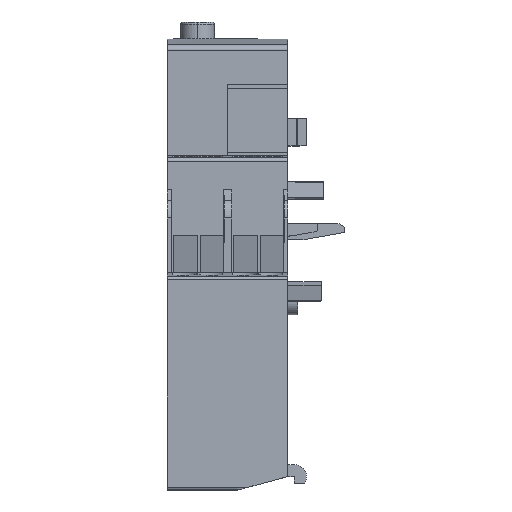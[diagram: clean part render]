
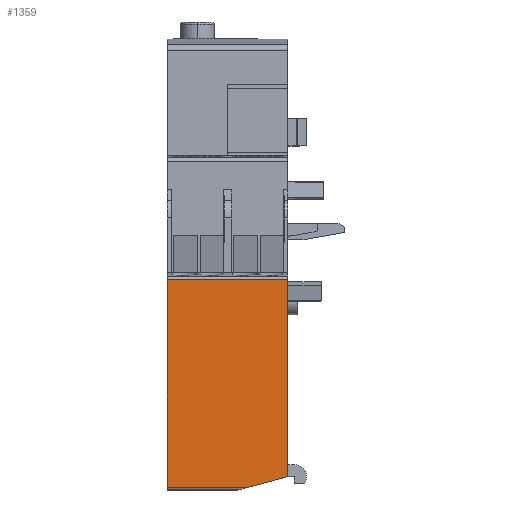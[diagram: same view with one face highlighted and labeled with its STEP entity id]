
A CAD part, front view. The second image highlights one B-rep face of the part: STEP entity #1359.
In plain terms, the highlighted planar face has unit normal (0, -1, 0).
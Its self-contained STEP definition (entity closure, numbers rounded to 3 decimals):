
#1359=ADVANCED_FACE('',(#2921),#2922,.T.);
#2921=FACE_OUTER_BOUND('',#4645,.T.);
#2922=PLANE('',#4646);
#4645=EDGE_LOOP('',(#9078,#9079,#9080,#9081,#9082));
#4646=AXIS2_PLACEMENT_3D('',#9083,#9084,#9085);
#9078=ORIENTED_EDGE('',*,*,#10699,.T.);
#9079=ORIENTED_EDGE('',*,*,#9612,.T.);
#9080=ORIENTED_EDGE('',*,*,#10785,.F.);
#9081=ORIENTED_EDGE('',*,*,#10786,.T.);
#9082=ORIENTED_EDGE('',*,*,#10782,.T.);
#9083=CARTESIAN_POINT('',(0.0,0.0,15.937));
#9084=DIRECTION('',(0.0,-1.0,0.0));
#9085=DIRECTION('',(0.0,0.0,-1.0));
#9612=EDGE_CURVE('',#10938,#10936,#10939,.T.);
#10699=EDGE_CURVE('',#12511,#10938,#12512,.T.);
#10782=EDGE_CURVE('',#12621,#12511,#12622,.T.);
#10785=EDGE_CURVE('',#12625,#10936,#12626,.T.);
#10786=EDGE_CURVE('',#12625,#12621,#12627,.T.);
#10936=VERTEX_POINT('',#12837);
#10938=VERTEX_POINT('',#12839);
#10939=LINE('',#12840,#12841);
#12511=VERTEX_POINT('',#15620);
#12512=LINE('',#15621,#15622);
#12621=VERTEX_POINT('',#15778);
#12622=LINE('',#15779,#15780);
#12625=VERTEX_POINT('',#15783);
#12626=LINE('',#15784,#15785);
#12627=LINE('',#15786,#15787);
#12837=CARTESIAN_POINT('',(18.0,0.,31.473));
#12839=CARTESIAN_POINT('',(18.0,0.0,2.0));
#12840=CARTESIAN_POINT('',(18.0,0.0,31.473));
#12841=VECTOR('',#15975,1.0);
#15620=CARTESIAN_POINT('',(12.029,0.0,0.4));
#15621=CARTESIAN_POINT('',(9.479,0.0,-0.283));
#15622=VECTOR('',#16956,1.0);
#15778=CARTESIAN_POINT('',(0.0,0.0,0.4));
#15779=CARTESIAN_POINT('',(0.0,0.0,0.4));
#15780=VECTOR('',#17019,1.0);
#15783=CARTESIAN_POINT('',(0.0,0.,31.473));
#15784=CARTESIAN_POINT('',(0.0,0.,31.473));
#15785=VECTOR('',#17023,1.0);
#15786=CARTESIAN_POINT('',(0.0,0.0,31.473));
#15787=VECTOR('',#17024,1.0);
#15975=DIRECTION('',(0.0,0.0,1.0));
#16956=DIRECTION('',(0.966,0.0,0.259));
#17019=DIRECTION('',(1.0,0.0,0.0));
#17023=DIRECTION('',(1.0,0.0,0.0));
#17024=DIRECTION('',(0.0,0.0,-1.0));
